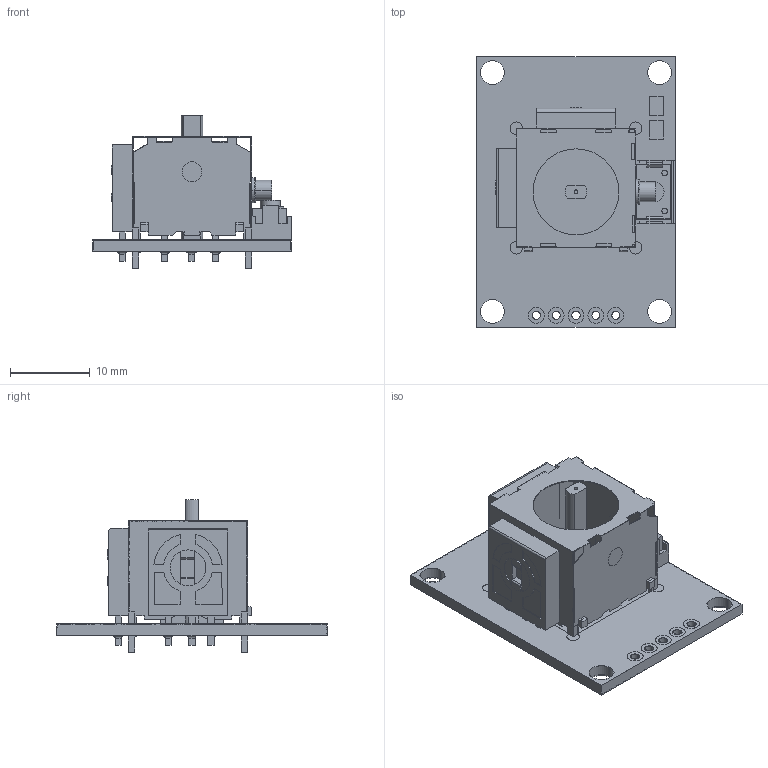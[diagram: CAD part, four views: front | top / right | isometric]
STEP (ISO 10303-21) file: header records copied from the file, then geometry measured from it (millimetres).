
FILE_DESCRIPTION(('CATIA V5 STEP Exchange'),'2;1');
FILE_NAME('joystick.stp','2019-06-12T11:39:12+00:00',('none'),('none'),'CATIA Version 5 Release 21 GA (IN-10)','CATIA V5 STEP AP203','none');
FILE_SCHEMA(('CONFIG_CONTROL_DESIGN'));
Length unit declared in the file: millimetre
Products named in the file (1): Part1
Bounding box: 25 x 34 x 19.16 mm (x, y, z)
Volume: 1041.1 mm3; surface area: 5658.1 mm2
Topology: 1 solids, 1 shells, 673 faces, 1909 edges, 1248 vertices
Faces by surface type: plane 516, cylinder 155, torus 2
Entity records: 19793 total; most frequent: CARTESIAN_POINT 3877, ORIENTED_EDGE 3818, DIRECTION 2364, EDGE_CURVE 1909, VECTOR 1512, LINE 1512, VERTEX_POINT 1248, EDGE_LOOP 791
